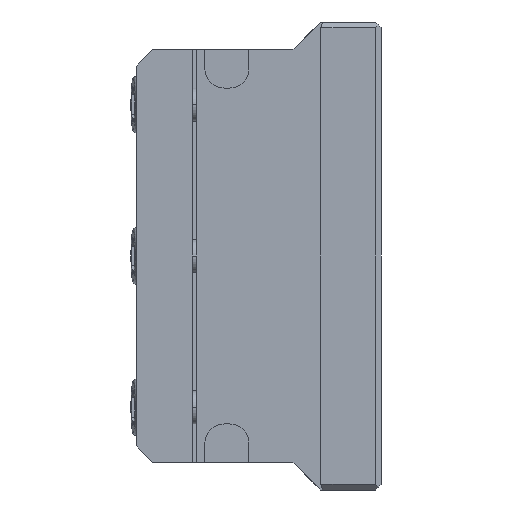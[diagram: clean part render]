
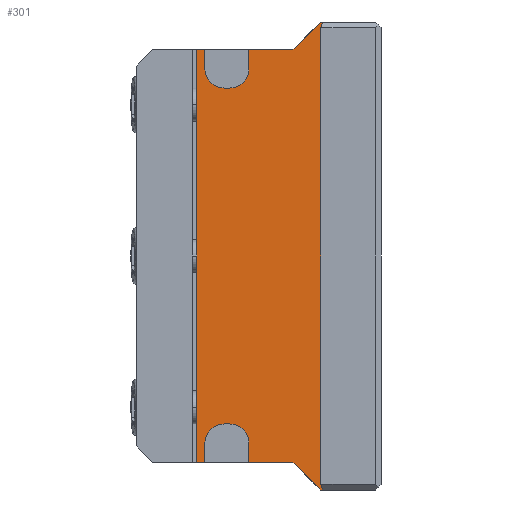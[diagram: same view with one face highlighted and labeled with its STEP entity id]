
A CAD part, left-side view. The second image highlights one B-rep face of the part: STEP entity #301.
In plain terms, the highlighted planar face has unit normal (-1, 0, 0).
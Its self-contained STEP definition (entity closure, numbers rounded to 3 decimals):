
#196=CIRCLE('',#2815,3.5);
#197=CIRCLE('',#2816,3.5);
#198=CIRCLE('',#2817,3.5);
#199=CIRCLE('',#2818,3.5);
#301=ADVANCED_FACE('',(#539),#451,.F.);
#451=PLANE('',#2819);
#539=FACE_OUTER_BOUND('',#674,.T.);
#674=EDGE_LOOP('',(#876,#877,#878,#879,#880,#881,#882,#883,#884,#885,#886,
#887,#888,#889,#890,#891,#892,#893,#894,#895));
#876=ORIENTED_EDGE('',*,*,#1863,.T.);
#877=ORIENTED_EDGE('',*,*,#1864,.F.);
#878=ORIENTED_EDGE('',*,*,#1865,.T.);
#879=ORIENTED_EDGE('',*,*,#1847,.F.);
#880=ORIENTED_EDGE('',*,*,#1862,.F.);
#881=ORIENTED_EDGE('',*,*,#1866,.F.);
#882=ORIENTED_EDGE('',*,*,#1867,.T.);
#883=ORIENTED_EDGE('',*,*,#1868,.T.);
#884=ORIENTED_EDGE('',*,*,#1869,.F.);
#885=ORIENTED_EDGE('',*,*,#1870,.T.);
#886=ORIENTED_EDGE('',*,*,#1871,.F.);
#887=ORIENTED_EDGE('',*,*,#1872,.T.);
#888=ORIENTED_EDGE('',*,*,#1873,.T.);
#889=ORIENTED_EDGE('',*,*,#1874,.T.);
#890=ORIENTED_EDGE('',*,*,#1875,.T.);
#891=ORIENTED_EDGE('',*,*,#1876,.T.);
#892=ORIENTED_EDGE('',*,*,#1877,.F.);
#893=ORIENTED_EDGE('',*,*,#1878,.T.);
#894=ORIENTED_EDGE('',*,*,#1879,.F.);
#895=ORIENTED_EDGE('',*,*,#1880,.T.);
#1599=VERTEX_POINT('',#3955);
#1600=VERTEX_POINT('',#3957);
#1610=VERTEX_POINT('',#3985);
#1611=VERTEX_POINT('',#3989);
#1612=VERTEX_POINT('',#3990);
#1613=VERTEX_POINT('',#3992);
#1614=VERTEX_POINT('',#3995);
#1615=VERTEX_POINT('',#3997);
#1616=VERTEX_POINT('',#3999);
#1617=VERTEX_POINT('',#4001);
#1618=VERTEX_POINT('',#4003);
#1619=VERTEX_POINT('',#4005);
#1620=VERTEX_POINT('',#4007);
#1621=VERTEX_POINT('',#4009);
#1622=VERTEX_POINT('',#4011);
#1623=VERTEX_POINT('',#4013);
#1624=VERTEX_POINT('',#4015);
#1625=VERTEX_POINT('',#4017);
#1626=VERTEX_POINT('',#4019);
#1627=VERTEX_POINT('',#4021);
#1847=EDGE_CURVE('',#1599,#1600,#2224,.T.);
#1862=EDGE_CURVE('',#1610,#1599,#2239,.T.);
#1863=EDGE_CURVE('',#1611,#1612,#2240,.T.);
#1864=EDGE_CURVE('',#1613,#1612,#2241,.T.);
#1865=EDGE_CURVE('',#1613,#1600,#2242,.T.);
#1866=EDGE_CURVE('',#1614,#1610,#2243,.T.);
#1867=EDGE_CURVE('',#1614,#1615,#2244,.T.);
#1868=EDGE_CURVE('',#1615,#1616,#2245,.T.);
#1869=EDGE_CURVE('',#1617,#1616,#196,.T.);
#1870=EDGE_CURVE('',#1617,#1618,#2246,.T.);
#1871=EDGE_CURVE('',#1619,#1618,#197,.T.);
#1872=EDGE_CURVE('',#1619,#1620,#2247,.T.);
#1873=EDGE_CURVE('',#1620,#1621,#2248,.T.);
#1874=EDGE_CURVE('',#1621,#1622,#2249,.T.);
#1875=EDGE_CURVE('',#1622,#1623,#2250,.T.);
#1876=EDGE_CURVE('',#1623,#1624,#2251,.T.);
#1877=EDGE_CURVE('',#1625,#1624,#198,.T.);
#1878=EDGE_CURVE('',#1625,#1626,#2252,.T.);
#1879=EDGE_CURVE('',#1627,#1626,#199,.T.);
#1880=EDGE_CURVE('',#1627,#1611,#2253,.T.);
#2224=LINE('',#3956,#2465);
#2239=LINE('',#3986,#2480);
#2240=LINE('',#3988,#2481);
#2241=LINE('',#3991,#2482);
#2242=LINE('',#3993,#2483);
#2243=LINE('',#3994,#2484);
#2244=LINE('',#3996,#2485);
#2245=LINE('',#3998,#2486);
#2246=LINE('',#4002,#2487);
#2247=LINE('',#4006,#2488);
#2248=LINE('',#4008,#2489);
#2249=LINE('',#4010,#2490);
#2250=LINE('',#4012,#2491);
#2251=LINE('',#4014,#2492);
#2252=LINE('',#4018,#2493);
#2253=LINE('',#4022,#2494);
#2465=VECTOR('',#3137,1.);
#2480=VECTOR('',#3160,1.);
#2481=VECTOR('',#3163,1.);
#2482=VECTOR('',#3164,1.);
#2483=VECTOR('',#3165,1.);
#2484=VECTOR('',#3166,1.);
#2485=VECTOR('',#3167,1.);
#2486=VECTOR('',#3168,1.);
#2487=VECTOR('',#3171,1.);
#2488=VECTOR('',#3174,1.);
#2489=VECTOR('',#3175,1.);
#2490=VECTOR('',#3176,1.);
#2491=VECTOR('',#3177,1.);
#2492=VECTOR('',#3178,1.);
#2493=VECTOR('',#3181,1.);
#2494=VECTOR('',#3184,1.);
#2815=AXIS2_PLACEMENT_3D('',#4000,#3169,#3170);
#2816=AXIS2_PLACEMENT_3D('',#4004,#3172,#3173);
#2817=AXIS2_PLACEMENT_3D('',#4016,#3179,#3180);
#2818=AXIS2_PLACEMENT_3D('',#4020,#3182,#3183);
#2819=AXIS2_PLACEMENT_3D('',#4023,#3185,#3186);
#3137=DIRECTION('',(0.,0.,-1.));
#3160=DIRECTION('',(0.,-1.,0.));
#3163=DIRECTION('',(0.,-1.,0.));
#3164=DIRECTION('',(0.,0.707,0.707));
#3165=DIRECTION('',(0.,-1.,0.));
#3166=DIRECTION('',(0.,-0.707,0.707));
#3167=DIRECTION('',(0.,1.,0.));
#3168=DIRECTION('',(0.,0.,-1.));
#3169=DIRECTION('',(-1.,0.,0.));
#3170=DIRECTION('',(0.,0.,-1.));
#3171=DIRECTION('',(0.,1.,0.));
#3172=DIRECTION('',(-1.,0.,0.));
#3173=DIRECTION('',(0.,1.,0.));
#3174=DIRECTION('',(0.,0.,1.));
#3175=DIRECTION('',(0.,1.,0.));
#3176=DIRECTION('',(0.,0.,-1.));
#3177=DIRECTION('',(0.,-1.,0.));
#3178=DIRECTION('',(0.,0.,1.));
#3179=DIRECTION('',(-1.,0.,0.));
#3180=DIRECTION('',(0.,0.,1.));
#3181=DIRECTION('',(0.,-1.,0.));
#3182=DIRECTION('',(-1.,0.,0.));
#3183=DIRECTION('',(0.,-1.,0.));
#3184=DIRECTION('',(0.,0.,-1.));
#3185=DIRECTION('',(1.,0.,0.));
#3186=DIRECTION('',(0.,1.,0.));
#3955=CARTESIAN_POINT('',(-33.55,-2.35,6.));
#3956=CARTESIAN_POINT('',(-33.55,-2.35,6.));
#3957=CARTESIAN_POINT('',(-33.55,-2.35,-79.));
#3985=CARTESIAN_POINT('',(-33.55,-0.95,6.));
#3986=CARTESIAN_POINT('',(-33.55,-0.95,6.));
#3988=CARTESIAN_POINT('',(-33.55,12.05,-74.));
#3989=CARTESIAN_POINT('',(-33.55,12.05,-74.));
#3990=CARTESIAN_POINT('',(-33.55,4.05,-74.));
#3991=CARTESIAN_POINT('',(-33.55,-0.95,-79.));
#3992=CARTESIAN_POINT('',(-33.55,-0.95,-79.));
#3993=CARTESIAN_POINT('',(-33.55,-0.95,-79.));
#3994=CARTESIAN_POINT('',(-33.55,4.05,1.));
#3995=CARTESIAN_POINT('',(-33.55,4.05,1.));
#3996=CARTESIAN_POINT('',(-33.55,4.05,1.));
#3997=CARTESIAN_POINT('',(-33.55,12.05,1.));
#3998=CARTESIAN_POINT('',(-33.55,12.05,1.));
#3999=CARTESIAN_POINT('',(-33.55,12.05,-2.5));
#4000=CARTESIAN_POINT('',(-33.55,15.55,-2.5));
#4001=CARTESIAN_POINT('',(-33.55,15.55,-6.));
#4002=CARTESIAN_POINT('',(-33.55,15.55,-6.));
#4003=CARTESIAN_POINT('',(-33.55,16.55,-6.));
#4004=CARTESIAN_POINT('',(-33.55,16.55,-2.5));
#4005=CARTESIAN_POINT('',(-33.55,20.05,-2.5));
#4006=CARTESIAN_POINT('',(-33.55,20.05,-2.5));
#4007=CARTESIAN_POINT('',(-33.55,20.05,1.));
#4008=CARTESIAN_POINT('',(-33.55,20.05,1.));
#4009=CARTESIAN_POINT('',(-33.55,21.55,1.));
#4010=CARTESIAN_POINT('',(-33.55,21.55,1.));
#4011=CARTESIAN_POINT('',(-33.55,21.55,-74.));
#4012=CARTESIAN_POINT('',(-33.55,21.55,-74.));
#4013=CARTESIAN_POINT('',(-33.55,20.05,-74.));
#4014=CARTESIAN_POINT('',(-33.55,20.05,-74.));
#4015=CARTESIAN_POINT('',(-33.55,20.05,-70.5));
#4016=CARTESIAN_POINT('',(-33.55,16.55,-70.5));
#4017=CARTESIAN_POINT('',(-33.55,16.55,-67.));
#4018=CARTESIAN_POINT('',(-33.55,16.55,-67.));
#4019=CARTESIAN_POINT('',(-33.55,15.55,-67.));
#4020=CARTESIAN_POINT('',(-33.55,15.55,-70.5));
#4021=CARTESIAN_POINT('',(-33.55,12.05,-70.5));
#4022=CARTESIAN_POINT('',(-33.55,12.05,-70.5));
#4023=CARTESIAN_POINT('',(-33.55,9.6,-36.5));
